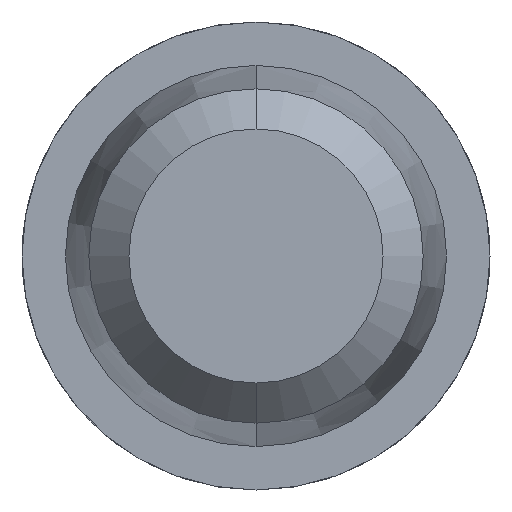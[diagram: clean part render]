
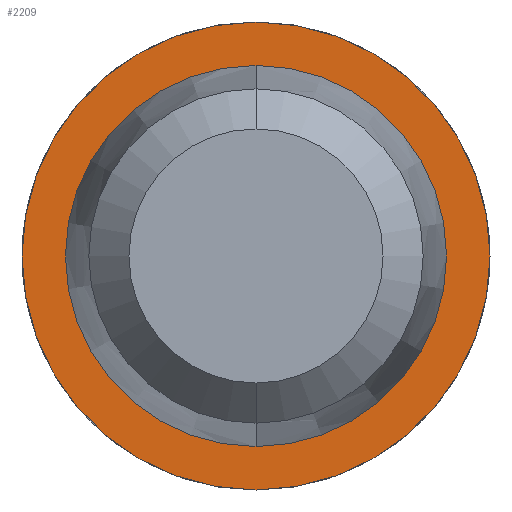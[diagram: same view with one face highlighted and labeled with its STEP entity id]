
A CAD part, front view. The second image highlights one B-rep face of the part: STEP entity #2209.
In plain terms, the highlighted planar face has unit normal (0, -1, 0).
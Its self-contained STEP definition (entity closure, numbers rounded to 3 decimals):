
#6 = AXIS2_PLACEMENT_3D ( 'NONE', #2395, #1336, #4117 ) ;
#138 = CARTESIAN_POINT ( 'NONE',  ( 0., 26., 0. ) ) ;
#149 = AXIS2_PLACEMENT_3D ( 'NONE', #1950, #244, #4008 ) ;
#174 = EDGE_LOOP ( 'NONE', ( #2587, #1992 ) ) ;
#244 = DIRECTION ( 'NONE',  ( 0., -1., 0. ) ) ;
#394 = DIRECTION ( 'NONE',  ( 0., -1., 0. ) ) ;
#566 = CARTESIAN_POINT ( 'NONE',  ( 0., 26., 0.57 ) ) ;
#674 = VERTEX_POINT ( 'NONE', #566 ) ;
#691 = CIRCLE ( 'NONE', #4289, 0.7 ) ;
#842 = DIRECTION ( 'NONE',  ( 0., 0., -1. ) ) ;
#1019 = CIRCLE ( 'NONE', #2877, 0.7 ) ;
#1082 = DIRECTION ( 'NONE',  ( 0., -1., 0. ) ) ;
#1099 = ORIENTED_EDGE ( 'NONE', *, *, #3392, .T. ) ;
#1336 = DIRECTION ( 'NONE',  ( 0., -1., 0. ) ) ;
#1498 = DIRECTION ( 'NONE',  ( 0., 0., -1. ) ) ;
#1950 = CARTESIAN_POINT ( 'NONE',  ( 0., 26., 0. ) ) ;
#1992 = ORIENTED_EDGE ( 'NONE', *, *, #2731, .F. ) ;
#2049 = FACE_BOUND ( 'NONE', #174, .T. ) ;
#2209 = ADVANCED_FACE ( 'Defeature ausgef�hrt2_10', ( #2606, #2049 ), #3763, .T. ) ;
#2303 = CIRCLE ( 'NONE', #3312, 0.57 ) ;
#2395 = CARTESIAN_POINT ( 'NONE',  ( 0.57, 26., 0. ) ) ;
#2442 = DIRECTION ( 'NONE',  ( 0., 0., -1. ) ) ;
#2560 = CARTESIAN_POINT ( 'NONE',  ( 0., 26., -0.57 ) ) ;
#2587 = ORIENTED_EDGE ( 'NONE', *, *, #4356, .F. ) ;
#2606 = FACE_OUTER_BOUND ( 'NONE', #2933, .T. ) ;
#2731 = EDGE_CURVE ( 'Defeature ausgef�hrt2_9+Defeature ausgef�hrt2_10+Defeature ausgef�hrt2_10+Defeature ausgef�hrt2_10', #4365, #674, #2819, .T. ) ;
#2819 = CIRCLE ( 'NONE', #149, 0.57 ) ;
#2877 = AXIS2_PLACEMENT_3D ( 'NONE', #4219, #394, #2442 ) ;
#2933 = EDGE_LOOP ( 'NONE', ( #1099, #3920 ) ) ;
#3058 = CARTESIAN_POINT ( 'NONE',  ( 0., 26., 0.7 ) ) ;
#3221 = CARTESIAN_POINT ( 'NONE',  ( 0., 26., 0. ) ) ;
#3312 = AXIS2_PLACEMENT_3D ( 'NONE', #138, #3931, #842 ) ;
#3392 = EDGE_CURVE ( 'Defeature ausgef�hrt2_10+Defeature ausgef�hrt2_11+Defeature ausgef�hrt2_11+Defeature ausgef�hrt2_11', #3901, #4439, #1019, .T. ) ;
#3763 = PLANE ( 'NONE',  #6 ) ;
#3899 = EDGE_CURVE ( 'Defeature ausgef�hrt2_10+Defeature ausgef�hrt2_11+Defeature ausgef�hrt2_11+Defeature ausgef�hrt2_11', #4439, #3901, #691, .T. ) ;
#3901 = VERTEX_POINT ( 'NONE', #4229 ) ;
#3920 = ORIENTED_EDGE ( 'NONE', *, *, #3899, .T. ) ;
#3931 = DIRECTION ( 'NONE',  ( 0., -1., 0. ) ) ;
#4008 = DIRECTION ( 'NONE',  ( 0., 0., -1. ) ) ;
#4117 = DIRECTION ( 'NONE',  ( 0., 0., -1. ) ) ;
#4219 = CARTESIAN_POINT ( 'NONE',  ( 0., 26., 0. ) ) ;
#4229 = CARTESIAN_POINT ( 'NONE',  ( 0., 26., -0.7 ) ) ;
#4289 = AXIS2_PLACEMENT_3D ( 'NONE', #3221, #1082, #1498 ) ;
#4356 = EDGE_CURVE ( 'Defeature ausgef�hrt2_9+Defeature ausgef�hrt2_10+Defeature ausgef�hrt2_10+Defeature ausgef�hrt2_10', #674, #4365, #2303, .T. ) ;
#4365 = VERTEX_POINT ( 'NONE', #2560 ) ;
#4439 = VERTEX_POINT ( 'NONE', #3058 ) ;
